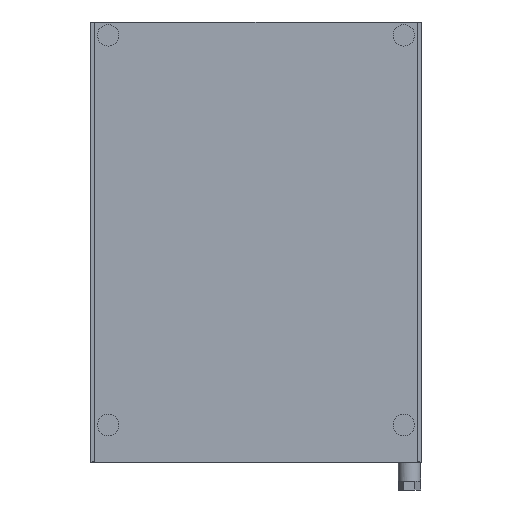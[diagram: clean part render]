
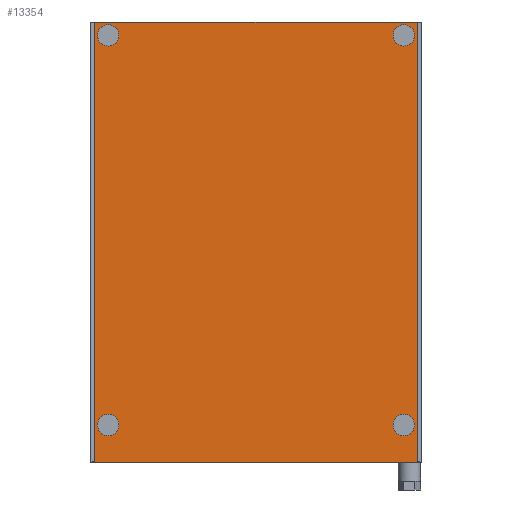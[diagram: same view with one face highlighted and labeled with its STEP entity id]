
A CAD part, front view. The second image highlights one B-rep face of the part: STEP entity #13354.
In plain terms, the highlighted planar face has unit normal (0, -1, 0).
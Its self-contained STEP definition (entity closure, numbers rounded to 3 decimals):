
#520=FACE_OUTER_BOUND('',#1288,.T.);
#1288=EDGE_LOOP('',(#8903,#8904,#8905,#8906));
#2123=LINE('',#18936,#3853);
#2142=LINE('',#18970,#3872);
#2145=LINE('',#18975,#3875);
#2146=LINE('',#18977,#3876);
#3853=VECTOR('',#15227,10.);
#3872=VECTOR('',#15256,10.);
#3875=VECTOR('',#15261,10.);
#3876=VECTOR('',#15264,10.);
#5572=VERTEX_POINT('',#18933);
#5573=VERTEX_POINT('',#18935);
#5583=VERTEX_POINT('',#18968);
#5584=VERTEX_POINT('',#18973);
#6873=EDGE_CURVE('',#5572,#5573,#2123,.T.);
#6892=EDGE_CURVE('',#5583,#5572,#2142,.T.);
#6895=EDGE_CURVE('',#5584,#5583,#2145,.T.);
#6896=EDGE_CURVE('',#5573,#5584,#2146,.T.);
#8903=ORIENTED_EDGE('',*,*,#6896,.F.);
#8904=ORIENTED_EDGE('',*,*,#6873,.F.);
#8905=ORIENTED_EDGE('',*,*,#6892,.F.);
#8906=ORIENTED_EDGE('',*,*,#6895,.F.);
#12686=PLANE('',#14196);
#13354=ADVANCED_FACE('',(#520),#12686,.F.);
#14196=AXIS2_PLACEMENT_3D('',#18979,#15267,#15268);
#15227=DIRECTION('',(0.,0.,-1.));
#15256=DIRECTION('',(1.,0.,0.));
#15261=DIRECTION('',(0.,0.,1.));
#15264=DIRECTION('',(-1.,0.,0.));
#15267=DIRECTION('center_axis',(0.,1.,0.));
#15268=DIRECTION('ref_axis',(0.,0.,1.));
#18933=CARTESIAN_POINT('',(290.,0.,396.));
#18935=CARTESIAN_POINT('',(290.,0.,-396.));
#18936=CARTESIAN_POINT('',(290.,0.,396.));
#18968=CARTESIAN_POINT('',(-290.,0.,396.));
#18970=CARTESIAN_POINT('',(-290.,0.,396.));
#18973=CARTESIAN_POINT('',(-290.,0.,-396.));
#18975=CARTESIAN_POINT('',(-290.,0.,-396.));
#18977=CARTESIAN_POINT('',(290.,0.,-396.));
#18979=CARTESIAN_POINT('Origin',(0.,0.,0.));
